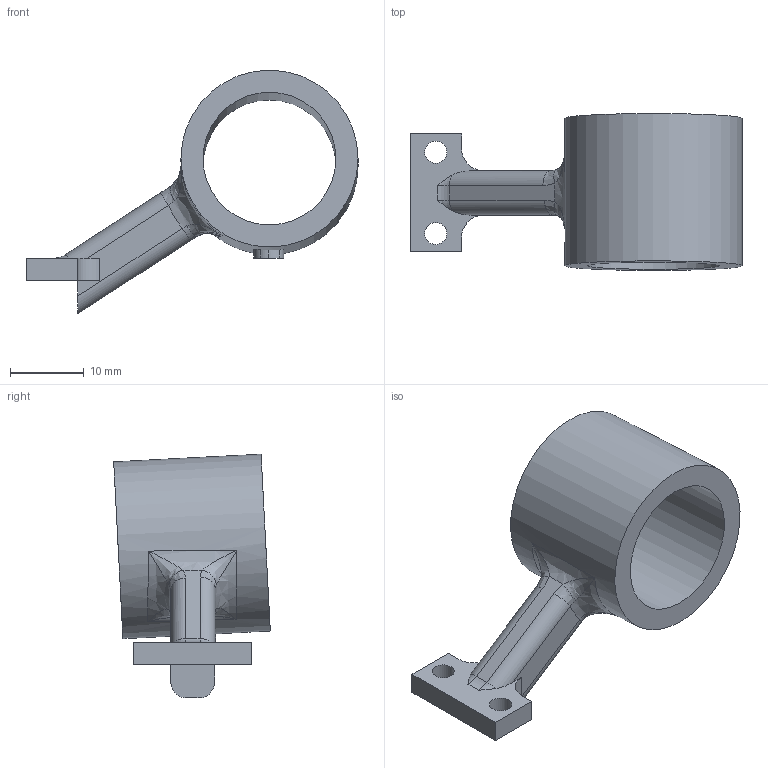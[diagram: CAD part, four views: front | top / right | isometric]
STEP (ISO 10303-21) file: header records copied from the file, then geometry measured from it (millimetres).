
FILE_DESCRIPTION(/* description */ ('STEP AP242','CAx-IF Rec.Pracs.---Representation and Presentation of Product Manufacturing Information (PMI)---4.0---2014-10-13','CAx-IF Rec.Pracs.---3D Tessellated Geometry---0.4---2014-09-14','2;1'),/* implementation_level */ '2;1');
FILE_NAME(/* name */ '66d5ba7e88e2e62abc30a5ce',/* time_stamp */ '2024-09-02T13:15:43Z',/* author */ (''),/* organization */ (''),/* preprocessor_version */ 'ST-DEVELOPER v20',/* originating_system */ ' ',/* authorisation */ ' ');
FILE_SCHEMA (('AP242_MANAGED_MODEL_BASED_3D_ENGINEERING_MIM_LF { 1 0 10303 442 1 1 4 }'));
Length unit declared in the file: metre
Products named in the file (1): tilted_mount
Bounding box: 45 x 21.23 x 33.03 mm (x, y, z)
Volume: 5123.8 mm3; surface area: 3852.7 mm2
Topology: 1 solids, 1 shells, 67 faces, 176 edges, 110 vertices
Faces by surface type: bspline 29, plane 20, cylinder 16, torus 2
Full cylindrical faces by diameter (mm): 3 x2, 18 x1, 24 x1
Entity records: 2281 total; most frequent: CARTESIAN_POINT 808, ORIENTED_EDGE 336, DIRECTION 232, EDGE_CURVE 168, VERTEX_POINT 110, AXIS2_PLACEMENT_3D 81, EDGE_LOOP 80, FACE_BOUND 80
